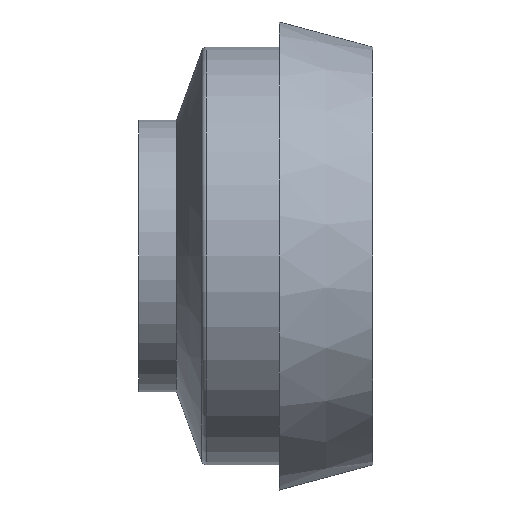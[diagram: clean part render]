
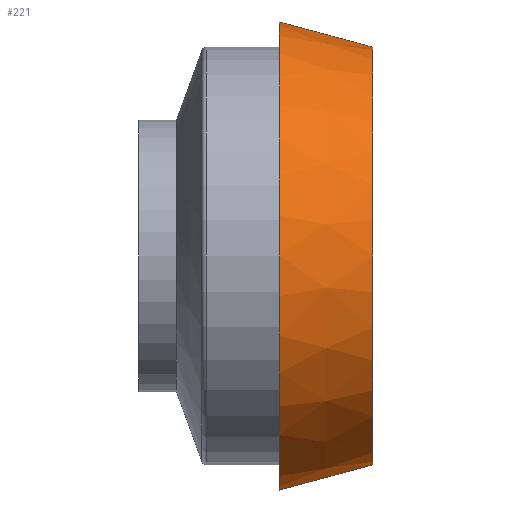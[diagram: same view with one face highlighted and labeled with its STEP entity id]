
A CAD part, front view. The second image highlights one B-rep face of the part: STEP entity #221.
In plain terms, the highlighted conical face has half-angle 15 degrees and reference radius 22.32 mm.
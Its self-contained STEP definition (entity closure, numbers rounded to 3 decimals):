
#18 = ORIENTED_EDGE ( 'NONE', *, *, #511, .F. ) ;
#36 = FACE_OUTER_BOUND ( 'NONE', #124, .T. ) ;
#41 = DIRECTION ( 'NONE',  ( 0., 0., 1. ) ) ;
#53 = EDGE_CURVE ( 'NONE', #85, #420, #345, .T. ) ;
#56 = CARTESIAN_POINT ( 'NONE',  ( 7.581, 0., -22.321 ) ) ;
#85 = VERTEX_POINT ( 'NONE', #353 ) ;
#124 = EDGE_LOOP ( 'NONE', ( #18, #165, #208, #273 ) ) ;
#130 = DIRECTION ( 'NONE',  ( -1., 0., 0. ) ) ;
#165 = ORIENTED_EDGE ( 'NONE', *, *, #233, .T. ) ;
#196 = CARTESIAN_POINT ( 'NONE',  ( -2.419, 0., 25. ) ) ;
#208 = ORIENTED_EDGE ( 'NONE', *, *, #53, .T. ) ;
#221 = ADVANCED_FACE ( 'NONE', ( #36 ), #268, .T. ) ;
#233 = EDGE_CURVE ( 'NONE', #340, #85, #480, .T. ) ;
#252 = LINE ( 'NONE', #447, #404 ) ;
#268 = CONICAL_SURFACE ( 'NONE', #526, 22.321, 0.262 ) ;
#270 = DIRECTION ( 'NONE',  ( -1., 0., 0. ) ) ;
#273 = ORIENTED_EDGE ( 'NONE', *, *, #313, .F. ) ;
#286 = CARTESIAN_POINT ( 'NONE',  ( -2.419, 0., 0. ) ) ;
#288 = CIRCLE ( 'NONE', #369, 25. ) ;
#304 = DIRECTION ( 'NONE',  ( -0.966, 0., 0.259 ) ) ;
#313 = EDGE_CURVE ( 'NONE', #409, #420, #288, .T. ) ;
#340 = VERTEX_POINT ( 'NONE', #56 ) ;
#345 = LINE ( 'NONE', #387, #428 ) ;
#353 = CARTESIAN_POINT ( 'NONE',  ( 7.581, 0., 22.321 ) ) ;
#369 = AXIS2_PLACEMENT_3D ( 'NONE', #286, #130, #410 ) ;
#387 = CARTESIAN_POINT ( 'NONE',  ( 7.581, 0., 22.321 ) ) ;
#404 = VECTOR ( 'NONE', #491, 1000. ) ;
#409 = VERTEX_POINT ( 'NONE', #486 ) ;
#410 = DIRECTION ( 'NONE',  ( 0., 0., 1. ) ) ;
#420 = VERTEX_POINT ( 'NONE', #196 ) ;
#428 = VECTOR ( 'NONE', #304, 1000. ) ;
#431 = AXIS2_PLACEMENT_3D ( 'NONE', #481, #270, #41 ) ;
#434 = DIRECTION ( 'NONE',  ( 0., 0., 1. ) ) ;
#440 = CARTESIAN_POINT ( 'NONE',  ( 7.581, 0., 0. ) ) ;
#447 = CARTESIAN_POINT ( 'NONE',  ( 7.581, 0., -22.321 ) ) ;
#480 = CIRCLE ( 'NONE', #431, 22.321 ) ;
#481 = CARTESIAN_POINT ( 'NONE',  ( 7.581, 0., 0. ) ) ;
#486 = CARTESIAN_POINT ( 'NONE',  ( -2.419, 0., -25. ) ) ;
#491 = DIRECTION ( 'NONE',  ( -0.966, 0., -0.259 ) ) ;
#511 = EDGE_CURVE ( 'NONE', #340, #409, #252, .T. ) ;
#523 = DIRECTION ( 'NONE',  ( -1., 0., 0. ) ) ;
#526 = AXIS2_PLACEMENT_3D ( 'NONE', #440, #523, #434 ) ;
